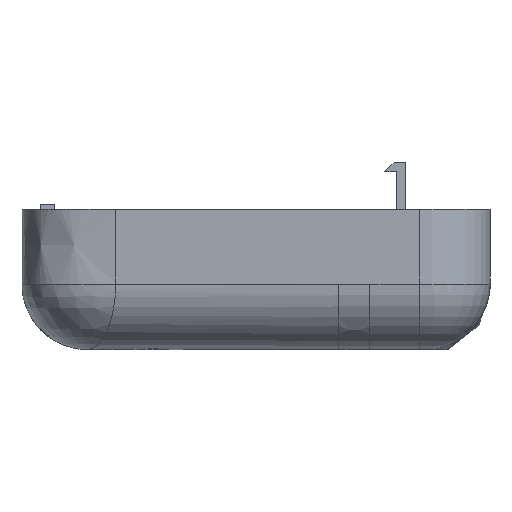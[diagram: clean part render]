
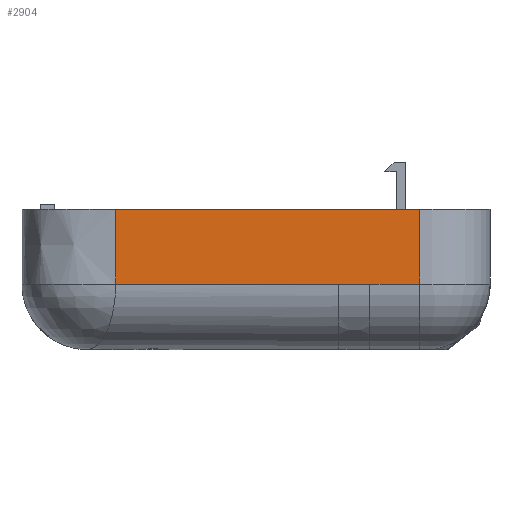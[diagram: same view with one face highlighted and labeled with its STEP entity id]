
A CAD part, left-side view. The second image highlights one B-rep face of the part: STEP entity #2904.
In plain terms, the highlighted planar face has unit normal (-1, 0, 0).
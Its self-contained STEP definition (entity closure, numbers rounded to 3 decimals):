
#338=B_SPLINE_CURVE_WITH_KNOTS('',3,(#6513,#6514,#6515,#6516),
 .UNSPECIFIED.,.F.,.F.,(4,4),(-1.,1.),.UNSPECIFIED.);
#339=B_SPLINE_CURVE_WITH_KNOTS('',3,(#6520,#6521,#6522,#6523),
 .UNSPECIFIED.,.F.,.F.,(4,4),(0.,0.007),.UNSPECIFIED.);
#652=ORIENTED_EDGE('',*,*,#1648,.T.);
#653=ORIENTED_EDGE('',*,*,#1649,.T.);
#654=ORIENTED_EDGE('',*,*,#1650,.T.);
#655=ORIENTED_EDGE('',*,*,#1651,.T.);
#656=ORIENTED_EDGE('',*,*,#1652,.T.);
#657=ORIENTED_EDGE('',*,*,#1524,.T.);
#1524=EDGE_CURVE('',#2033,#2032,#3263,.T.);
#1648=EDGE_CURVE('',#2032,#2136,#338,.T.);
#1649=EDGE_CURVE('',#2136,#2137,#3336,.F.);
#1650=EDGE_CURVE('',#2137,#2138,#339,.T.);
#1651=EDGE_CURVE('',#2138,#2139,#3337,.F.);
#1652=EDGE_CURVE('',#2139,#2033,#3338,.T.);
#2032=VERTEX_POINT('',#6151);
#2033=VERTEX_POINT('',#6153);
#2136=VERTEX_POINT('',#6517);
#2137=VERTEX_POINT('',#6519);
#2138=VERTEX_POINT('',#6524);
#2139=VERTEX_POINT('',#6526);
#2323=EDGE_LOOP('',(#652,#653,#654,#655,#656,#657));
#2571=FACE_BOUND('',#2323,.T.);
#2794=PLANE('',#4627);
#2904=ADVANCED_FACE('',(#2571),#2794,.F.);
#3263=LINE('',#6152,#3598);
#3336=LINE('',#6518,#3671);
#3337=LINE('',#6525,#3672);
#3338=LINE('',#6527,#3673);
#3598=VECTOR('',#5078,1000.);
#3671=VECTOR('',#5235,1000.);
#3672=VECTOR('',#5236,1000.);
#3673=VECTOR('',#5237,1000.);
#4627=AXIS2_PLACEMENT_3D('',#6512,#5233,#5234);
#5078=DIRECTION('',(0.,1.,0.));
#5233=DIRECTION('',(1.,0.,0.));
#5234=DIRECTION('',(0.,0.,-1.));
#5235=DIRECTION('',(0.,1.,0.));
#5236=DIRECTION('',(0.,1.,0.));
#5237=DIRECTION('',(0.,0.,1.));
#6151=CARTESIAN_POINT('',(48.272,80.346,79.254));
#6152=CARTESIAN_POINT('',(48.272,100.346,79.254));
#6153=CARTESIAN_POINT('',(48.272,15.346,79.254));
#6512=CARTESIAN_POINT('',(48.272,0.346,52.254));
#6513=CARTESIAN_POINT('',(48.272,80.346,79.254));
#6514=CARTESIAN_POINT('',(48.272,80.346,73.921));
#6515=CARTESIAN_POINT('',(48.272,80.346,68.588));
#6516=CARTESIAN_POINT('',(48.272,80.346,63.254));
#6517=CARTESIAN_POINT('',(48.272,80.346,63.254));
#6518=CARTESIAN_POINT('',(48.272,0.346,63.254));
#6519=CARTESIAN_POINT('',(48.272,32.664,63.254));
#6520=CARTESIAN_POINT('',(48.272,32.664,63.254));
#6521=CARTESIAN_POINT('',(48.272,30.452,63.254));
#6522=CARTESIAN_POINT('',(48.272,28.24,63.254));
#6523=CARTESIAN_POINT('',(48.272,26.028,63.254));
#6524=CARTESIAN_POINT('',(48.272,26.028,63.254));
#6525=CARTESIAN_POINT('',(48.272,0.346,63.254));
#6526=CARTESIAN_POINT('',(48.272,15.346,63.254));
#6527=CARTESIAN_POINT('',(48.272,15.346,52.254));
